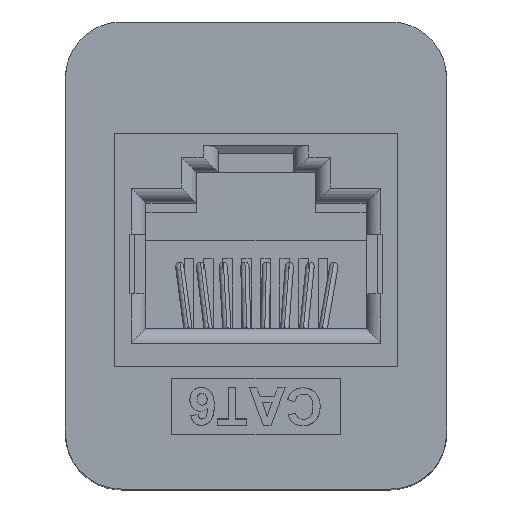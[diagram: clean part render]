
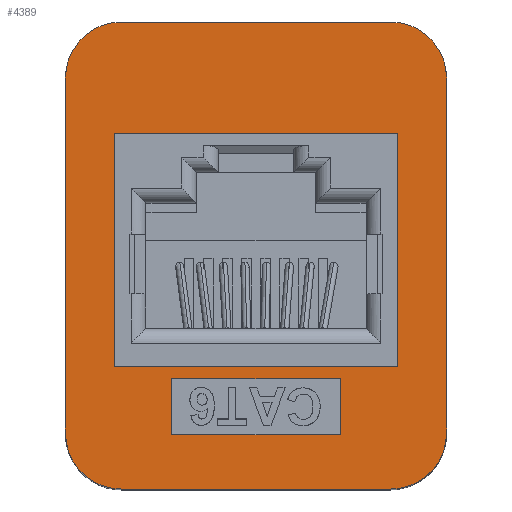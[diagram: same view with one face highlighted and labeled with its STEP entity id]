
A CAD part, top view. The second image highlights one B-rep face of the part: STEP entity #4389.
In plain terms, the highlighted planar face has unit normal (0, 0, 1).
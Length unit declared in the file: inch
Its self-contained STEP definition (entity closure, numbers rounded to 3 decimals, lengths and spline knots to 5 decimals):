
#4039 = VERTEX_POINT ( 'NONE', #20385 ) ;
#4216 = ORIENTED_EDGE ( 'NONE', *, *, #4418, .T. ) ;
#4309 = VERTEX_POINT ( 'NONE', #21680 ) ;
#4317 = EDGE_LOOP ( 'NONE', ( #4391, #4390, #4371, #4374 ) ) ;
#4320 = ORIENTED_EDGE ( 'NONE', *, *, #4353, .T. ) ;
#4347 = VERTEX_POINT ( 'NONE', #21770 ) ;
#4353 = EDGE_CURVE ( 'NONE', #4309, #4039, #21789, .T. ) ;
#4357 = EDGE_CURVE ( 'NONE', #4361, #4309, #21764, .T. ) ;
#4358 = ORIENTED_EDGE ( 'NONE', *, *, #4445, .F. ) ;
#4359 = ORIENTED_EDGE ( 'NONE', *, *, #4357, .T. ) ;
#4360 = VERTEX_POINT ( 'NONE', #21887 ) ;
#4361 = VERTEX_POINT ( 'NONE', #21758 ) ;
#4362 = ORIENTED_EDGE ( 'NONE', *, *, #4440, .T. ) ;
#4363 = VERTEX_POINT ( 'NONE', #21908 ) ;
#4364 = VERTEX_POINT ( 'NONE', #21890 ) ;
#4365 = EDGE_CURVE ( 'NONE', #4384, #4364, #21867, .T. ) ;
#4366 = ORIENTED_EDGE ( 'NONE', *, *, #4444, .T. ) ;
#4367 = EDGE_CURVE ( 'NONE', #4387, #4363, #21869, .T. ) ;
#4368 = EDGE_CURVE ( 'NONE', #4395, #4396, #21851, .T. ) ;
#4369 = VERTEX_POINT ( 'NONE', #21234 ) ;
#4370 = VERTEX_POINT ( 'NONE', #21303 ) ;
#4371 = ORIENTED_EDGE ( 'NONE', *, *, #4368, .F. ) ;
#4372 = EDGE_CURVE ( 'NONE', #4383, #4395, #21870, .T. ) ;
#4373 = EDGE_CURVE ( 'NONE', #4369, #4370, #20745, .T. ) ;
#4374 = ORIENTED_EDGE ( 'NONE', *, *, #4372, .F. ) ;
#4375 = EDGE_LOOP ( 'NONE', ( #4376, #4380, #4394, #4358 ) ) ;
#4376 = ORIENTED_EDGE ( 'NONE', *, *, #4373, .F. ) ;
#4377 = VERTEX_POINT ( 'NONE', #20714 ) ;
#4378 = VERTEX_POINT ( 'NONE', #20716 ) ;
#4379 = EDGE_LOOP ( 'NONE', ( #4359, #4320, #4366, #4439, #4362, #4442, #4443, #4216 ) ) ;
#4380 = ORIENTED_EDGE ( 'NONE', *, *, #4382, .F. ) ;
#4381 = EDGE_CURVE ( 'NONE', #4377, #4378, #21983, .T. ) ;
#4382 = EDGE_CURVE ( 'NONE', #4378, #4369, #21974, .T. ) ;
#4383 = VERTEX_POINT ( 'NONE', #21976 ) ;
#4384 = VERTEX_POINT ( 'NONE', #21964 ) ;
#4387 = VERTEX_POINT ( 'NONE', #21988 ) ;
#4389 = ADVANCED_FACE ( 'NONE', ( #21967, #21952, #21955 ), #21962, .F. ) ;
#4390 = ORIENTED_EDGE ( 'NONE', *, *, #4392, .F. ) ;
#4391 = ORIENTED_EDGE ( 'NONE', *, *, #4393, .F. ) ;
#4392 = EDGE_CURVE ( 'NONE', #4396, #4347, #21943, .T. ) ;
#4393 = EDGE_CURVE ( 'NONE', #4347, #4383, #22049, .T. ) ;
#4394 = ORIENTED_EDGE ( 'NONE', *, *, #4381, .F. ) ;
#4395 = VERTEX_POINT ( 'NONE', #22044 ) ;
#4396 = VERTEX_POINT ( 'NONE', #22043 ) ;
#4418 = EDGE_CURVE ( 'NONE', #4364, #4361, #22056, .T. ) ;
#4439 = ORIENTED_EDGE ( 'NONE', *, *, #4367, .T. ) ;
#4440 = EDGE_CURVE ( 'NONE', #4363, #4360, #22151, .T. ) ;
#4441 = EDGE_CURVE ( 'NONE', #4360, #4384, #22222, .T. ) ;
#4442 = ORIENTED_EDGE ( 'NONE', *, *, #4441, .T. ) ;
#4443 = ORIENTED_EDGE ( 'NONE', *, *, #4365, .T. ) ;
#4444 = EDGE_CURVE ( 'NONE', #4039, #4387, #22182, .T. ) ;
#4445 = EDGE_CURVE ( 'NONE', #4370, #4377, #22200, .T. ) ;
#19266 = VECTOR ( 'NONE', #20205, 39.37008 ) ;
#20205 = DIRECTION ( 'NONE',  ( -1., 0., 0. ) ) ;
#20385 = CARTESIAN_POINT ( 'NONE',  ( 0.28346, -0.49213, 0. ) ) ;
#20714 = CARTESIAN_POINT ( 'NONE',  ( -0.29921, -0.23425, 0. ) ) ;
#20716 = CARTESIAN_POINT ( 'NONE',  ( 0.29921, -0.23425, 0. ) ) ;
#20744 = CARTESIAN_POINT ( 'NONE',  ( -0.29921, 0.25787, 0. ) ) ;
#20745 = LINE ( 'NONE', #20744, #19266 ) ;
#21234 = CARTESIAN_POINT ( 'NONE',  ( 0.29921, 0.25787, 0. ) ) ;
#21303 = CARTESIAN_POINT ( 'NONE',  ( -0.29921, 0.25787, 0. ) ) ;
#21680 = CARTESIAN_POINT ( 'NONE',  ( -0.28346, -0.49213, 0. ) ) ;
#21758 = CARTESIAN_POINT ( 'NONE',  ( -0.40157, -0.37402, 0. ) ) ;
#21760 = CARTESIAN_POINT ( 'NONE',  ( 0.40157, -0.49213, 0. ) ) ;
#21764 = CIRCLE ( 'NONE', #21811, 0.11811 ) ;
#21770 = CARTESIAN_POINT ( 'NONE',  ( 0.17717, -0.25984, 0. ) ) ;
#21789 = LINE ( 'NONE', #21760, #21913 ) ;
#21811 = AXIS2_PLACEMENT_3D ( 'NONE', #21882, #21880, #21878 ) ;
#21843 = DIRECTION ( 'NONE',  ( 1., 0., 0. ) ) ;
#21844 = VECTOR ( 'NONE', #21843, 39.37008 ) ;
#21845 = CARTESIAN_POINT ( 'NONE',  ( -0.17717, -0.37795, 0. ) ) ;
#21851 = LINE ( 'NONE', #21845, #21844 ) ;
#21852 = CARTESIAN_POINT ( 'NONE',  ( -0.17717, -0.37795, 0. ) ) ;
#21853 = DIRECTION ( 'NONE',  ( 0., 1., 0. ) ) ;
#21854 = VECTOR ( 'NONE', #21853, 39.37008 ) ;
#21862 = DIRECTION ( 'NONE',  ( -1., 0., 0. ) ) ;
#21863 = DIRECTION ( 'NONE',  ( 0., 0., 1. ) ) ;
#21864 = CARTESIAN_POINT ( 'NONE',  ( -0.28346, 0.37402, 0. ) ) ;
#21865 = AXIS2_PLACEMENT_3D ( 'NONE', #21864, #21863, #21862 ) ;
#21867 = CIRCLE ( 'NONE', #21865, 0.11811 ) ;
#21869 = LINE ( 'NONE', #21873, #21854 ) ;
#21870 = LINE ( 'NONE', #21852, #21874 ) ;
#21873 = CARTESIAN_POINT ( 'NONE',  ( 0.40157, 0.49213, 0. ) ) ;
#21874 = VECTOR ( 'NONE', #21886, 39.37008 ) ;
#21878 = DIRECTION ( 'NONE',  ( 1., 0., 0. ) ) ;
#21880 = DIRECTION ( 'NONE',  ( 0., 0., 1. ) ) ;
#21882 = CARTESIAN_POINT ( 'NONE',  ( -0.28346, -0.37402, 0. ) ) ;
#21886 = DIRECTION ( 'NONE',  ( 0., -1., 0. ) ) ;
#21887 = CARTESIAN_POINT ( 'NONE',  ( 0.28346, 0.49213, 0. ) ) ;
#21890 = CARTESIAN_POINT ( 'NONE',  ( -0.40157, 0.37402, 0. ) ) ;
#21908 = CARTESIAN_POINT ( 'NONE',  ( 0.40157, 0.37402, 0. ) ) ;
#21910 = DIRECTION ( 'NONE',  ( 1., 0., 0. ) ) ;
#21913 = VECTOR ( 'NONE', #21910, 39.37008 ) ;
#21922 = DIRECTION ( 'NONE',  ( 0., 1., 0. ) ) ;
#21924 = VECTOR ( 'NONE', #21922, 39.37008 ) ;
#21931 = DIRECTION ( 'NONE',  ( -1., 0., 0. ) ) ;
#21933 = DIRECTION ( 'NONE',  ( 0., 0., -1. ) ) ;
#21935 = CARTESIAN_POINT ( 'NONE',  ( -0.40157, -0.49213, 0. ) ) ;
#21942 = AXIS2_PLACEMENT_3D ( 'NONE', #21935, #21933, #21931 ) ;
#21943 = LINE ( 'NONE', #21966, #21924 ) ;
#21952 = FACE_BOUND ( 'NONE', #4375, .T. ) ;
#21955 = FACE_OUTER_BOUND ( 'NONE', #4379, .T. ) ;
#21957 = DIRECTION ( 'NONE',  ( 0., 1., 0. ) ) ;
#21959 = VECTOR ( 'NONE', #21957, 39.37008 ) ;
#21962 = PLANE ( 'NONE',  #21942 ) ;
#21964 = CARTESIAN_POINT ( 'NONE',  ( -0.28346, 0.49213, 0. ) ) ;
#21966 = CARTESIAN_POINT ( 'NONE',  ( 0.17717, -0.37795, 0. ) ) ;
#21967 = FACE_BOUND ( 'NONE', #4317, .T. ) ;
#21973 = CARTESIAN_POINT ( 'NONE',  ( 0.29921, -0.23425, 0. ) ) ;
#21974 = LINE ( 'NONE', #21973, #21959 ) ;
#21976 = CARTESIAN_POINT ( 'NONE',  ( -0.17717, -0.25984, 0. ) ) ;
#21978 = DIRECTION ( 'NONE',  ( 1., 0., 0. ) ) ;
#21979 = VECTOR ( 'NONE', #21978, 39.37008 ) ;
#21982 = CARTESIAN_POINT ( 'NONE',  ( -0.29921, -0.23425, 0. ) ) ;
#21983 = LINE ( 'NONE', #21982, #21979 ) ;
#21988 = CARTESIAN_POINT ( 'NONE',  ( 0.40157, -0.37402, 0. ) ) ;
#22043 = CARTESIAN_POINT ( 'NONE',  ( 0.17717, -0.37795, 0. ) ) ;
#22044 = CARTESIAN_POINT ( 'NONE',  ( -0.17717, -0.37795, 0. ) ) ;
#22045 = DIRECTION ( 'NONE',  ( -1., 0., 0. ) ) ;
#22046 = VECTOR ( 'NONE', #22045, 39.37008 ) ;
#22047 = CARTESIAN_POINT ( 'NONE',  ( -0.17717, -0.25984, 0. ) ) ;
#22049 = LINE ( 'NONE', #22047, #22046 ) ;
#22056 = LINE ( 'NONE', #22170, #22167 ) ;
#22151 = CIRCLE ( 'NONE', #22177, 0.11811 ) ;
#22166 = DIRECTION ( 'NONE',  ( 0., -1., 0. ) ) ;
#22167 = VECTOR ( 'NONE', #22166, 39.37008 ) ;
#22170 = CARTESIAN_POINT ( 'NONE',  ( -0.40157, 0.49213, 0. ) ) ;
#22177 = AXIS2_PLACEMENT_3D ( 'NONE', #22197, #22195, #22193 ) ;
#22182 = CIRCLE ( 'NONE', #22198, 0.11811 ) ;
#22186 = DIRECTION ( 'NONE',  ( -1., 0., 0. ) ) ;
#22187 = VECTOR ( 'NONE', #22186, 39.37008 ) ;
#22193 = DIRECTION ( 'NONE',  ( -1., 0., 0. ) ) ;
#22195 = DIRECTION ( 'NONE',  ( 0., 0., 1. ) ) ;
#22197 = CARTESIAN_POINT ( 'NONE',  ( 0.28346, 0.37402, 0. ) ) ;
#22198 = AXIS2_PLACEMENT_3D ( 'NONE', #22206, #22334, #22333 ) ;
#22200 = LINE ( 'NONE', #22324, #22322 ) ;
#22206 = CARTESIAN_POINT ( 'NONE',  ( 0.28346, -0.37402, 0. ) ) ;
#22220 = CARTESIAN_POINT ( 'NONE',  ( 0.40157, 0.49213, 0. ) ) ;
#22222 = LINE ( 'NONE', #22220, #22187 ) ;
#22320 = DIRECTION ( 'NONE',  ( 0., -1., 0. ) ) ;
#22322 = VECTOR ( 'NONE', #22320, 39.37008 ) ;
#22324 = CARTESIAN_POINT ( 'NONE',  ( -0.29921, -0.23425, 0. ) ) ;
#22333 = DIRECTION ( 'NONE',  ( 1., 0., 0. ) ) ;
#22334 = DIRECTION ( 'NONE',  ( 0., 0., 1. ) ) ;
